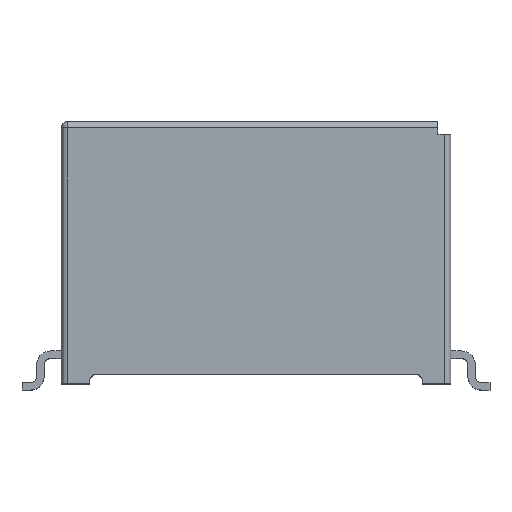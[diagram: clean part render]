
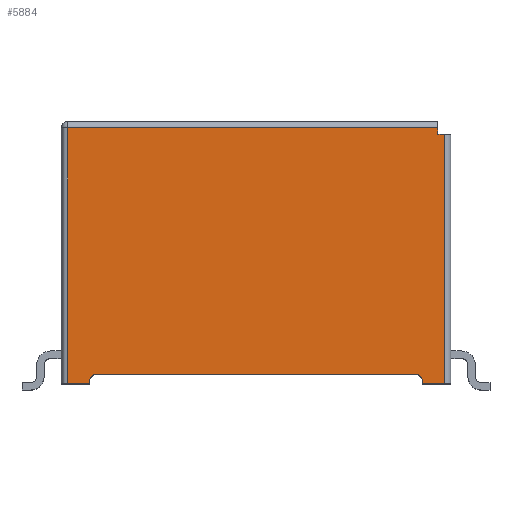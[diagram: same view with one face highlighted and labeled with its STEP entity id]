
A CAD part, top view. The second image highlights one B-rep face of the part: STEP entity #5884.
In plain terms, the highlighted planar face has unit normal (0, 0, 1).
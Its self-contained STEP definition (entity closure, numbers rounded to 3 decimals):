
#318 = CIRCLE ( 'NONE', #2112, 0.25 ) ;
#524 = ORIENTED_EDGE ( 'NONE', *, *, #6744, .T. ) ;
#593 = VERTEX_POINT ( 'NONE', #6536 ) ;
#860 = CARTESIAN_POINT ( 'NONE',  ( 7.81, 10.01, 0. ) ) ;
#887 = CARTESIAN_POINT ( 'NONE',  ( 8.07, 0., 0. ) ) ;
#922 = CARTESIAN_POINT ( 'NONE',  ( -5.91, 0.38, 0. ) ) ;
#970 = DIRECTION ( 'NONE',  ( 1., 0., 0. ) ) ;
#1017 = EDGE_CURVE ( 'NONE', #5977, #3488, #6608, .T. ) ;
#1103 = VECTOR ( 'NONE', #9037, 1000. ) ;
#1164 = ORIENTED_EDGE ( 'NONE', *, *, #8278, .F. ) ;
#1192 = CARTESIAN_POINT ( 'NONE',  ( 0., 0., 0. ) ) ;
#1332 = LINE ( 'NONE', #8670, #3552 ) ;
#1351 = CARTESIAN_POINT ( 'NONE',  ( 6.93, 0.13, 0. ) ) ;
#1450 = DIRECTION ( 'NONE',  ( -1., 0., 0. ) ) ;
#1767 = CARTESIAN_POINT ( 'NONE',  ( 8.32, 0., 0. ) ) ;
#1823 = CARTESIAN_POINT ( 'NONE',  ( -6.16, 0., 0. ) ) ;
#1836 = EDGE_CURVE ( 'NONE', #593, #5766, #5684, .T. ) ;
#1898 = VERTEX_POINT ( 'NONE', #6229 ) ;
#1908 = DIRECTION ( 'NONE',  ( 0., 1., 0. ) ) ;
#1965 = DIRECTION ( 'NONE',  ( 0., 0., -1. ) ) ;
#2112 = AXIS2_PLACEMENT_3D ( 'NONE', #1351, #9531, #1450 ) ;
#2204 = ORIENTED_EDGE ( 'NONE', *, *, #2752, .F. ) ;
#2717 = CARTESIAN_POINT ( 'NONE',  ( 7.18, 0., 0. ) ) ;
#2719 = VERTEX_POINT ( 'NONE', #6706 ) ;
#2732 = LINE ( 'NONE', #887, #1103 ) ;
#2752 = EDGE_CURVE ( 'NONE', #7750, #593, #8192, .T. ) ;
#2786 = CARTESIAN_POINT ( 'NONE',  ( 7.81, 10.27, 0. ) ) ;
#2813 = VECTOR ( 'NONE', #3713, 1000. ) ;
#2832 = PLANE ( 'NONE',  #4447 ) ;
#2837 = LINE ( 'NONE', #1767, #6510 ) ;
#2924 = VERTEX_POINT ( 'NONE', #5544 ) ;
#2942 = VECTOR ( 'NONE', #1908, 1000. ) ;
#3003 = DIRECTION ( 'NONE',  ( 0., -1., 0. ) ) ;
#3229 = DIRECTION ( 'NONE',  ( 0., 0., 1. ) ) ;
#3398 = DIRECTION ( 'NONE',  ( 0., 1., 0. ) ) ;
#3408 = DIRECTION ( 'NONE',  ( -1., 0., 0. ) ) ;
#3488 = VERTEX_POINT ( 'NONE', #5565 ) ;
#3507 = ORIENTED_EDGE ( 'NONE', *, *, #9155, .T. ) ;
#3523 = CARTESIAN_POINT ( 'NONE',  ( 8.07, 10.01, 0. ) ) ;
#3552 = VECTOR ( 'NONE', #4278, 1000. ) ;
#3713 = DIRECTION ( 'NONE',  ( 0., -1., 0. ) ) ;
#4073 = CARTESIAN_POINT ( 'NONE',  ( 8.32, 10.01, 0. ) ) ;
#4174 = LINE ( 'NONE', #2717, #5903 ) ;
#4278 = DIRECTION ( 'NONE',  ( 1., 0., 0. ) ) ;
#4324 = DIRECTION ( 'NONE',  ( 1., 0., 0. ) ) ;
#4447 = AXIS2_PLACEMENT_3D ( 'NONE', #1192, #3229, #4324 ) ;
#4554 = VERTEX_POINT ( 'NONE', #6090 ) ;
#4645 = VERTEX_POINT ( 'NONE', #922 ) ;
#4726 = VECTOR ( 'NONE', #970, 1000. ) ;
#4753 = EDGE_CURVE ( 'NONE', #2719, #1898, #318, .T. ) ;
#4853 = LINE ( 'NONE', #5720, #6588 ) ;
#5227 = ORIENTED_EDGE ( 'NONE', *, *, #9524, .F. ) ;
#5316 = EDGE_CURVE ( 'NONE', #7750, #7509, #6206, .T. ) ;
#5328 = CIRCLE ( 'NONE', #7258, 0.25 ) ;
#5544 = CARTESIAN_POINT ( 'NONE',  ( -7.05, 0., 0. ) ) ;
#5565 = CARTESIAN_POINT ( 'NONE',  ( -6.16, 0.13, 0. ) ) ;
#5684 = LINE ( 'NONE', #4073, #4726 ) ;
#5720 = CARTESIAN_POINT ( 'NONE',  ( -6.16, 0.38, 0. ) ) ;
#5766 = VERTEX_POINT ( 'NONE', #3523 ) ;
#5778 = DIRECTION ( 'NONE',  ( 1., 0., 0. ) ) ;
#5847 = EDGE_CURVE ( 'NONE', #4554, #5766, #2732, .T. ) ;
#5884 = ADVANCED_FACE ( 'NONE', ( #7092 ), #2832, .T. ) ;
#5903 = VECTOR ( 'NONE', #3398, 1000. ) ;
#5977 = VERTEX_POINT ( 'NONE', #1823 ) ;
#6090 = CARTESIAN_POINT ( 'NONE',  ( 8.07, 0., 0. ) ) ;
#6206 = LINE ( 'NONE', #7813, #6544 ) ;
#6229 = CARTESIAN_POINT ( 'NONE',  ( 6.93, 0.38, 0. ) ) ;
#6510 = VECTOR ( 'NONE', #9189, 1000. ) ;
#6536 = CARTESIAN_POINT ( 'NONE',  ( 7.81, 10.01, 0. ) ) ;
#6544 = VECTOR ( 'NONE', #3408, 1000. ) ;
#6588 = VECTOR ( 'NONE', #5778, 1000. ) ;
#6608 = LINE ( 'NONE', #8515, #2942 ) ;
#6706 = CARTESIAN_POINT ( 'NONE',  ( 7.18, 0.13, 0. ) ) ;
#6744 = EDGE_CURVE ( 'NONE', #7509, #2924, #7419, .T. ) ;
#6818 = CARTESIAN_POINT ( 'NONE',  ( -7.05, 10.27, 0. ) ) ;
#6907 = EDGE_LOOP ( 'NONE', ( #5227, #7428, #9331, #2204, #9295, #524, #3507, #8652, #7053, #8714, #7632, #1164 ) ) ;
#7053 = ORIENTED_EDGE ( 'NONE', *, *, #7120, .T. ) ;
#7092 = FACE_OUTER_BOUND ( 'NONE', #6907, .T. ) ;
#7096 = DIRECTION ( 'NONE',  ( 1., 0., 0. ) ) ;
#7120 = EDGE_CURVE ( 'NONE', #3488, #4645, #5328, .T. ) ;
#7258 = AXIS2_PLACEMENT_3D ( 'NONE', #9349, #1965, #7096 ) ;
#7419 = LINE ( 'NONE', #8176, #2813 ) ;
#7428 = ORIENTED_EDGE ( 'NONE', *, *, #5847, .T. ) ;
#7509 = VERTEX_POINT ( 'NONE', #6818 ) ;
#7632 = ORIENTED_EDGE ( 'NONE', *, *, #4753, .F. ) ;
#7727 = EDGE_CURVE ( 'NONE', #4645, #1898, #4853, .T. ) ;
#7750 = VERTEX_POINT ( 'NONE', #2786 ) ;
#7813 = CARTESIAN_POINT ( 'NONE',  ( 0., 10.27, 0. ) ) ;
#8176 = CARTESIAN_POINT ( 'NONE',  ( -7.05, 0., 0. ) ) ;
#8192 = LINE ( 'NONE', #860, #8286 ) ;
#8278 = EDGE_CURVE ( 'NONE', #8886, #2719, #4174, .T. ) ;
#8286 = VECTOR ( 'NONE', #3003, 1000. ) ;
#8364 = CARTESIAN_POINT ( 'NONE',  ( 7.18, 0., 0. ) ) ;
#8515 = CARTESIAN_POINT ( 'NONE',  ( -6.16, 0., 0. ) ) ;
#8652 = ORIENTED_EDGE ( 'NONE', *, *, #1017, .T. ) ;
#8670 = CARTESIAN_POINT ( 'NONE',  ( -7.3, 0., 0. ) ) ;
#8714 = ORIENTED_EDGE ( 'NONE', *, *, #7727, .T. ) ;
#8886 = VERTEX_POINT ( 'NONE', #8364 ) ;
#9037 = DIRECTION ( 'NONE',  ( 0., 1., 0. ) ) ;
#9155 = EDGE_CURVE ( 'NONE', #2924, #5977, #1332, .T. ) ;
#9189 = DIRECTION ( 'NONE',  ( -1., 0., 0. ) ) ;
#9295 = ORIENTED_EDGE ( 'NONE', *, *, #5316, .T. ) ;
#9331 = ORIENTED_EDGE ( 'NONE', *, *, #1836, .F. ) ;
#9349 = CARTESIAN_POINT ( 'NONE',  ( -5.91, 0.13, 0. ) ) ;
#9524 = EDGE_CURVE ( 'NONE', #4554, #8886, #2837, .T. ) ;
#9531 = DIRECTION ( 'NONE',  ( 0., 0., 1. ) ) ;
